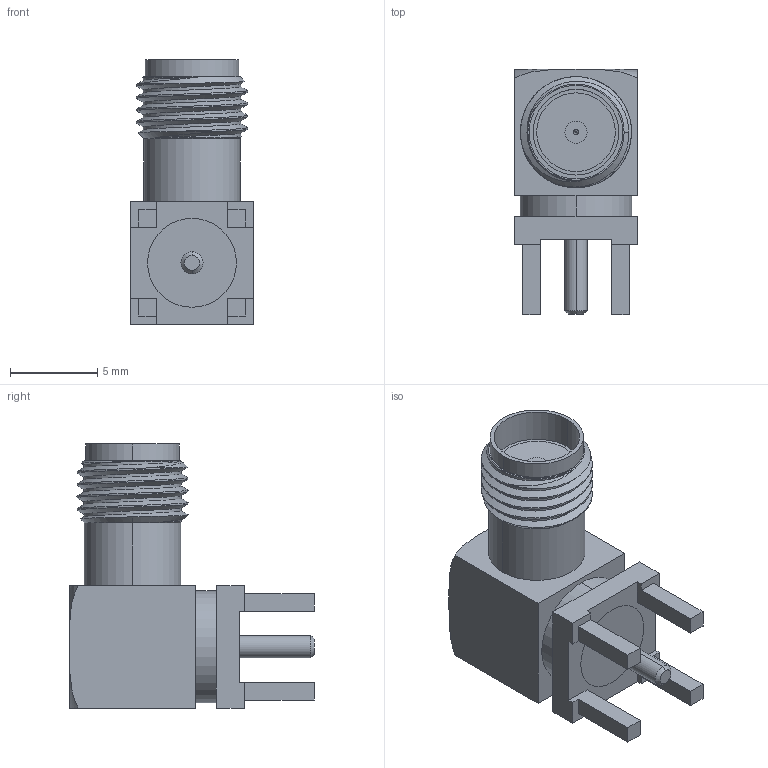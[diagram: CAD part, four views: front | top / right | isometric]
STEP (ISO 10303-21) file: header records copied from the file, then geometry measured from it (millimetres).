
FILE_DESCRIPTION (( 'STEP AP214' ), '1' );
FILE_NAME ('RFPC-SMA27-F.STEP', '2024-05-01T00:37:08', ( '' ), ( '' ), 'SwSTEP 2.0', 'SolidWorks 2021', '' );
FILE_SCHEMA (( 'AUTOMOTIVE_DESIGN' ));
Length unit declared in the file: millimetre
Products named in the file (1): RFPC-SMA27-F
Bounding box: 7 x 14 x 15.1 mm (x, y, z)
Volume: 646.1 mm3; surface area: 1041.3 mm2
Topology: 5 solids, 5 shells, 97 faces, 236 edges, 155 vertices
Faces by surface type: plane 49, cylinder 33, cone 8, torus 4, bspline 3
Entity records: 4514 total; most frequent: CARTESIAN_POINT 2198, ORIENTED_EDGE 468, DIRECTION 446, EDGE_CURVE 234, AXIS2_PLACEMENT_3D 155, VERTEX_POINT 155, LINE 136, VECTOR 136
